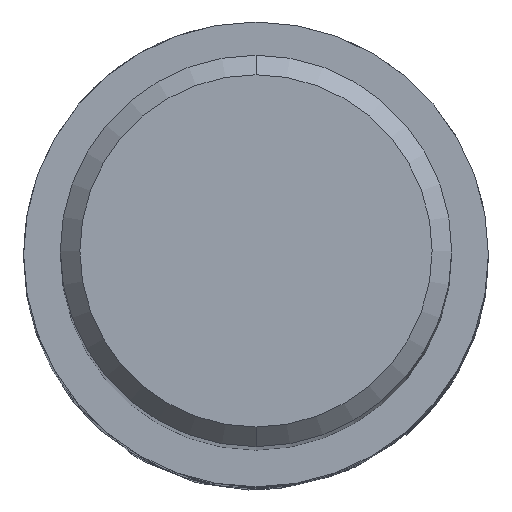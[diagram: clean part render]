
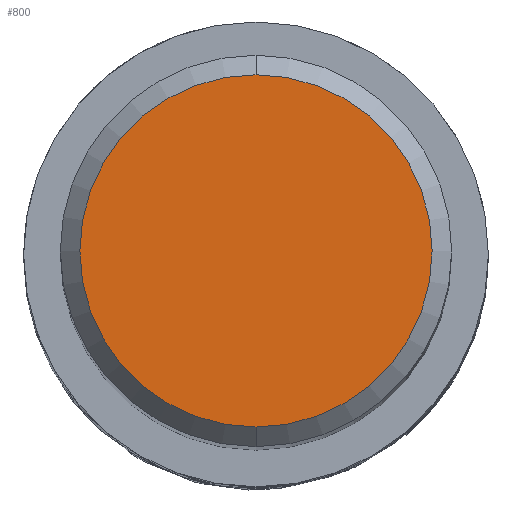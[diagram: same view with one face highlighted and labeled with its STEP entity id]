
A CAD part, top view. The second image highlights one B-rep face of the part: STEP entity #800.
In plain terms, the highlighted planar face has unit normal (0, 0, 1).
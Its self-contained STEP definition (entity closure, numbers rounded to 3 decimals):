
#380=VERTEX_POINT('',#921);
#420=EDGE_CURVE('',#380,#646,#966,.T.);
#500=EDGE_CURVE('',#646,#380,#1055,.T.);
#646=VERTEX_POINT('',#1216);
#800=ADVANCED_FACE('',(#1381),#1382,.T.);
#921=CARTESIAN_POINT('',(0.,-3.6,0.0));
#966=CIRCLE('',#2282,3.6);
#1055=CIRCLE('',#2990,3.6);
#1216=CARTESIAN_POINT('',(0.0,3.6,0.0));
#1381=FACE_OUTER_BOUND('',#4951,.T.);
#1382=PLANE('',#4952);
#2282=AXIS2_PLACEMENT_3D('',#5102,#5103,#5104);
#2990=AXIS2_PLACEMENT_3D('',#5218,#5219,#5220);
#4951=EDGE_LOOP('',(#5560,#5561));
#4952=AXIS2_PLACEMENT_3D('',#5562,#5563,#5564);
#5102=CARTESIAN_POINT('',(0.0,0.0,0.0));
#5103=DIRECTION('',(0.0,0.0,-1.0));
#5104=DIRECTION('',(0.0,1.0,0.0));
#5218=CARTESIAN_POINT('',(0.0,0.0,0.0));
#5219=DIRECTION('',(0.0,0.0,-1.0));
#5220=DIRECTION('',(0.0,1.0,0.0));
#5560=ORIENTED_EDGE('',*,*,#500,.F.);
#5561=ORIENTED_EDGE('',*,*,#420,.F.);
#5562=CARTESIAN_POINT('',(0.0,1.8,0.0));
#5563=DIRECTION('',(-0.0,0.0,1.0));
#5564=DIRECTION('',(0.0,-1.0,0.0));
